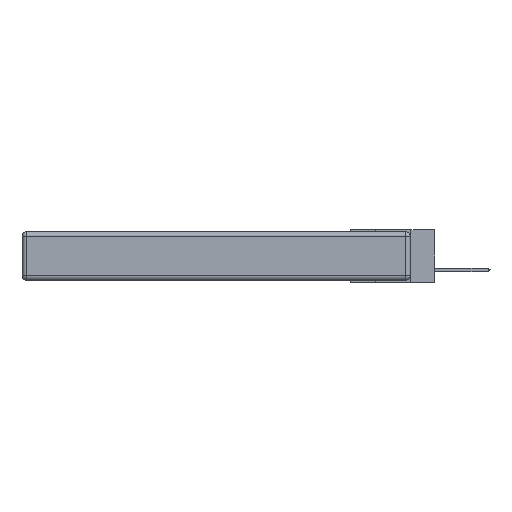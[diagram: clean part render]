
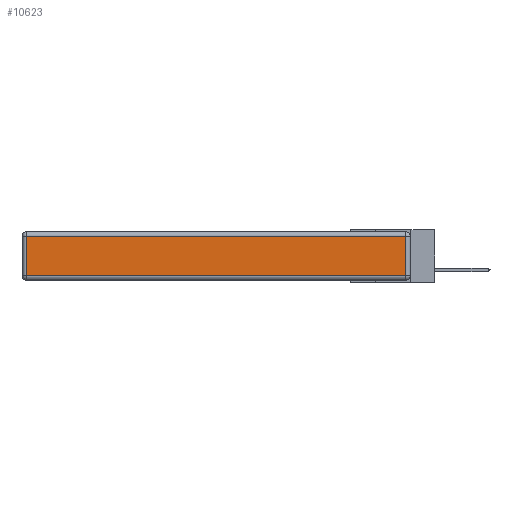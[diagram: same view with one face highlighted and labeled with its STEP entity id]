
A CAD part, left-side view. The second image highlights one B-rep face of the part: STEP entity #10623.
In plain terms, the highlighted planar face has unit normal (-1, 0, 0).
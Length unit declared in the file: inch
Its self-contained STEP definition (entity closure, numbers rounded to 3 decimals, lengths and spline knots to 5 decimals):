
#690 = LINE ( 'NONE', #13928, #2823 ) ;
#736 = LINE ( 'NONE', #13914, #3856 ) ;
#1635 = AXIS2_PLACEMENT_3D ( 'NONE', #9229, #20036, #11658 ) ;
#1714 = PLANE ( 'NONE',  #1635 ) ;
#2667 = ORIENTED_EDGE ( 'NONE', *, *, #17079, .T. ) ;
#2823 = VECTOR ( 'NONE', #16979, 39.37008 ) ;
#3558 = EDGE_LOOP ( 'NONE', ( #17424, #17438, #13231, #2667 ) ) ;
#3856 = VECTOR ( 'NONE', #19801, 39.37008 ) ;
#3955 = FACE_OUTER_BOUND ( 'NONE', #3558, .T. ) ;
#4791 = DIRECTION ( 'NONE',  ( 0., 0., -1. ) ) ;
#5803 = VERTEX_POINT ( 'NONE', #17265 ) ;
#6104 = VECTOR ( 'NONE', #13297, 39.37008 ) ;
#6348 = VECTOR ( 'NONE', #4791, 39.37008 ) ;
#6829 = LINE ( 'NONE', #15169, #6348 ) ;
#7936 = VERTEX_POINT ( 'NONE', #19286 ) ;
#9229 = CARTESIAN_POINT ( 'NONE',  ( 0., 0., -0.343 ) ) ;
#10623 = ADVANCED_FACE ( 'NONE', ( #3955 ), #1714, .T. ) ;
#11658 = DIRECTION ( 'NONE',  ( 0., 0., 1. ) ) ;
#12057 = CARTESIAN_POINT ( 'NONE',  ( 0., 2.75, -0.03 ) ) ;
#13190 = VERTEX_POINT ( 'NONE', #13224 ) ;
#13224 = CARTESIAN_POINT ( 'NONE',  ( 0., 0.03, -0.03 ) ) ;
#13231 = ORIENTED_EDGE ( 'NONE', *, *, #19909, .T. ) ;
#13297 = DIRECTION ( 'NONE',  ( 0., 1., 0. ) ) ;
#13444 = EDGE_CURVE ( 'NONE', #7936, #15558, #690, .T. ) ;
#13914 = CARTESIAN_POINT ( 'NONE',  ( 0., 0.03, -0.343 ) ) ;
#13928 = CARTESIAN_POINT ( 'NONE',  ( 0., 0., -0.313 ) ) ;
#15169 = CARTESIAN_POINT ( 'NONE',  ( 0., 2.72, -0.343 ) ) ;
#15558 = VERTEX_POINT ( 'NONE', #20030 ) ;
#16979 = DIRECTION ( 'NONE',  ( 0., -1., 0. ) ) ;
#17079 = EDGE_CURVE ( 'NONE', #5803, #7936, #6829, .T. ) ;
#17265 = CARTESIAN_POINT ( 'NONE',  ( 0., 2.72, -0.03 ) ) ;
#17424 = ORIENTED_EDGE ( 'NONE', *, *, #13444, .T. ) ;
#17438 = ORIENTED_EDGE ( 'NONE', *, *, #18494, .T. ) ;
#18494 = EDGE_CURVE ( 'NONE', #15558, #13190, #736, .T. ) ;
#19286 = CARTESIAN_POINT ( 'NONE',  ( 0., 2.72, -0.313 ) ) ;
#19411 = LINE ( 'NONE', #12057, #6104 ) ;
#19801 = DIRECTION ( 'NONE',  ( 0., 0., 1. ) ) ;
#19909 = EDGE_CURVE ( 'NONE', #13190, #5803, #19411, .T. ) ;
#20030 = CARTESIAN_POINT ( 'NONE',  ( 0., 0.03, -0.313 ) ) ;
#20036 = DIRECTION ( 'NONE',  ( -1., 0., 0. ) ) ;
